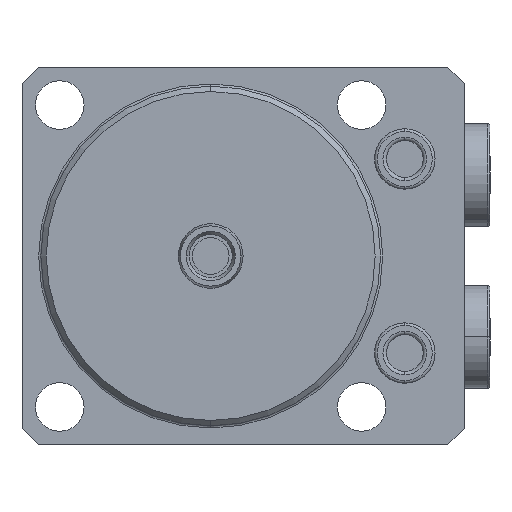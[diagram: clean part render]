
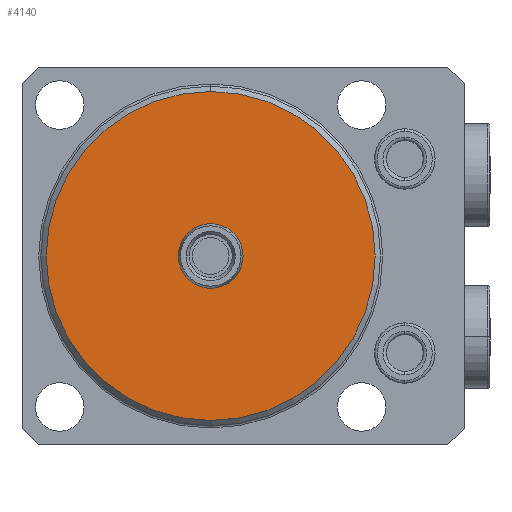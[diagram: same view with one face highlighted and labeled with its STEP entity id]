
A CAD part, front view. The second image highlights one B-rep face of the part: STEP entity #4140.
In plain terms, the highlighted planar face has unit normal (0, -1, 0).
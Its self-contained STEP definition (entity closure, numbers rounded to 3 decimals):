
#739 = ORIENTED_EDGE ( 'NONE', *, *, #4800, .T. ) ;
#740 = ORIENTED_EDGE ( 'NONE', *, *, #6019, .T. ) ;
#741 = ORIENTED_EDGE ( 'NONE', *, *, #4801, .T. ) ;
#742 = ORIENTED_EDGE ( 'NONE', *, *, #5921, .T. ) ;
#1985 = VERTEX_POINT ( 'NONE', #2764 ) ;
#2005 = VERTEX_POINT ( 'NONE', #2740 ) ;
#2102 = VERTEX_POINT ( 'NONE', #2623 ) ;
#2103 = VERTEX_POINT ( 'NONE', #2621 ) ;
#2257 = EDGE_LOOP ( 'NONE', ( #741, #742 ) ) ;
#2260 = EDGE_LOOP ( 'NONE', ( #739, #740 ) ) ;
#2621 = CARTESIAN_POINT ( 'NONE',  ( 0., -47., 6. ) ) ;
#2623 = CARTESIAN_POINT ( 'NONE',  ( 0., -47., -6. ) ) ;
#2740 = CARTESIAN_POINT ( 'NONE',  ( 0., -47., -30.5 ) ) ;
#2764 = CARTESIAN_POINT ( 'NONE',  ( 0., -47., 30.5 ) ) ;
#2856 = DIRECTION ( 'NONE',  ( 0., 0., 1. ) ) ;
#2858 = DIRECTION ( 'NONE',  ( 0., -1., 0. ) ) ;
#2859 = CARTESIAN_POINT ( 'NONE',  ( 0., -47., 0. ) ) ;
#3253 = PLANE ( 'NONE',  #5541 ) ;
#3366 = DIRECTION ( 'NONE',  ( 0., 1., 0. ) ) ;
#3391 = DIRECTION ( 'NONE',  ( 0., 0., 1. ) ) ;
#3438 = CARTESIAN_POINT ( 'NONE',  ( 0., -47., 0. ) ) ;
#3573 = AXIS2_PLACEMENT_3D ( 'NONE', #6500, #6496, #6491 ) ;
#4140 = ADVANCED_FACE ( 'NONE', ( #7465, #7480 ), #3253, .F. ) ;
#4697 = AXIS2_PLACEMENT_3D ( 'NONE', #2859, #2858, #2856 ) ;
#4800 = EDGE_CURVE ( 'NONE', #2103, #2102, #8052, .T. ) ;
#4801 = EDGE_CURVE ( 'NONE', #1985, #2005, #8053, .T. ) ;
#5541 = AXIS2_PLACEMENT_3D ( 'NONE', #3438, #3366, #3391 ) ;
#5921 = EDGE_CURVE ( 'NONE', #2005, #1985, #8314, .T. ) ;
#6019 = EDGE_CURVE ( 'NONE', #2102, #2103, #8431, .T. ) ;
#6491 = DIRECTION ( 'NONE',  ( 0., 0., 1. ) ) ;
#6496 = DIRECTION ( 'NONE',  ( 0., 1., 0. ) ) ;
#6500 = CARTESIAN_POINT ( 'NONE',  ( 0., -47., 0. ) ) ;
#6787 = AXIS2_PLACEMENT_3D ( 'NONE', #8494, #8489, #8487 ) ;
#6788 = AXIS2_PLACEMENT_3D ( 'NONE', #8514, #8510, #8508 ) ;
#7465 = FACE_BOUND ( 'NONE', #2260, .T. ) ;
#7480 = FACE_OUTER_BOUND ( 'NONE', #2257, .T. ) ;
#8052 = CIRCLE ( 'NONE', #6788, 6. ) ;
#8053 = CIRCLE ( 'NONE', #6787, 30.5 ) ;
#8314 = CIRCLE ( 'NONE', #4697, 30.5 ) ;
#8431 = CIRCLE ( 'NONE', #3573, 6. ) ;
#8487 = DIRECTION ( 'NONE',  ( 0., 0., 1. ) ) ;
#8489 = DIRECTION ( 'NONE',  ( 0., -1., 0. ) ) ;
#8494 = CARTESIAN_POINT ( 'NONE',  ( 0., -47., 0. ) ) ;
#8508 = DIRECTION ( 'NONE',  ( 0., 0., 1. ) ) ;
#8510 = DIRECTION ( 'NONE',  ( 0., 1., 0. ) ) ;
#8514 = CARTESIAN_POINT ( 'NONE',  ( 0., -47., 0. ) ) ;
